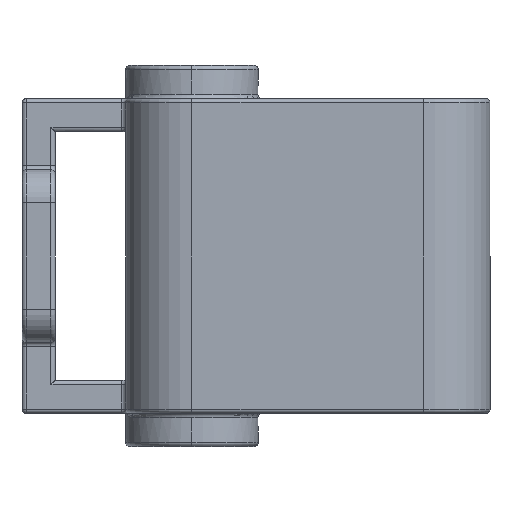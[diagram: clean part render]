
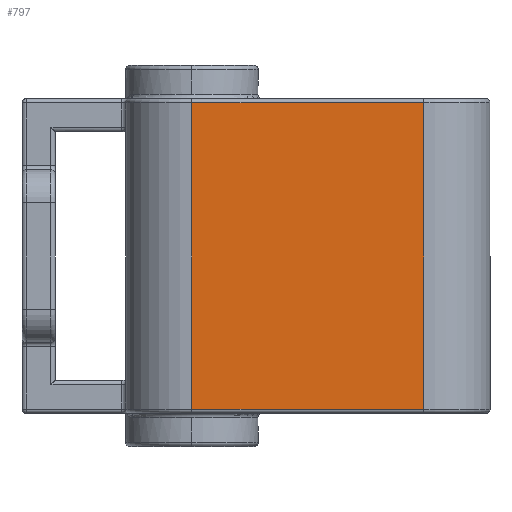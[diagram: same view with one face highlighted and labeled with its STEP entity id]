
A CAD part, left-side view. The second image highlights one B-rep face of the part: STEP entity #797.
In plain terms, the highlighted planar face has unit normal (-1, 0, 0).
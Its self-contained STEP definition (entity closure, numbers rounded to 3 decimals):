
#77 = VECTOR ( 'NONE', #1318, 1000. ) ;
#654 = VERTEX_POINT ( 'NONE', #4767 ) ;
#712 = VERTEX_POINT ( 'NONE', #2836 ) ;
#793 = CARTESIAN_POINT ( 'NONE',  ( -68., 28., 19. ) ) ;
#797 = ADVANCED_FACE ( 'NONE', ( #4409 ), #6507, .F. ) ;
#1272 = ORIENTED_EDGE ( 'NONE', *, *, #4678, .T. ) ;
#1318 = DIRECTION ( 'NONE',  ( 0., -1., 0. ) ) ;
#1388 = EDGE_CURVE ( 'NONE', #654, #712, #3568, .T. ) ;
#1597 = EDGE_CURVE ( 'NONE', #654, #2834, #5042, .T. ) ;
#1763 = DIRECTION ( 'NONE',  ( 1., 0., 0. ) ) ;
#1828 = CARTESIAN_POINT ( 'NONE',  ( -68., 0., -18.5 ) ) ;
#1949 = DIRECTION ( 'NONE',  ( 0., 1., 0. ) ) ;
#2210 = CARTESIAN_POINT ( 'NONE',  ( -68., 28., -18.5 ) ) ;
#2283 = VECTOR ( 'NONE', #4488, 1000. ) ;
#2361 = CARTESIAN_POINT ( 'NONE',  ( -68., 0., 19. ) ) ;
#2685 = ORIENTED_EDGE ( 'NONE', *, *, #4630, .T. ) ;
#2834 = VERTEX_POINT ( 'NONE', #5086 ) ;
#2836 = CARTESIAN_POINT ( 'NONE',  ( -68., 28., 18.5 ) ) ;
#3064 = EDGE_LOOP ( 'NONE', ( #6123, #3776, #1272, #2685 ) ) ;
#3398 = VECTOR ( 'NONE', #1949, 1000. ) ;
#3402 = DIRECTION ( 'NONE',  ( 0., 1., 0. ) ) ;
#3568 = LINE ( 'NONE', #6698, #3398 ) ;
#3776 = ORIENTED_EDGE ( 'NONE', *, *, #1388, .T. ) ;
#3926 = CARTESIAN_POINT ( 'NONE',  ( -68., 0., 19. ) ) ;
#4409 = FACE_OUTER_BOUND ( 'NONE', #3064, .T. ) ;
#4488 = DIRECTION ( 'NONE',  ( 0., 0., -1. ) ) ;
#4562 = DIRECTION ( 'NONE',  ( 0., 0., -1. ) ) ;
#4630 = EDGE_CURVE ( 'NONE', #4899, #2834, #6000, .T. ) ;
#4678 = EDGE_CURVE ( 'NONE', #712, #4899, #4933, .T. ) ;
#4725 = AXIS2_PLACEMENT_3D ( 'NONE', #3926, #1763, #3402 ) ;
#4767 = CARTESIAN_POINT ( 'NONE',  ( -68., 0., 18.5 ) ) ;
#4899 = VERTEX_POINT ( 'NONE', #2210 ) ;
#4933 = LINE ( 'NONE', #793, #5188 ) ;
#5042 = LINE ( 'NONE', #2361, #2283 ) ;
#5086 = CARTESIAN_POINT ( 'NONE',  ( -68., 0., -18.5 ) ) ;
#5188 = VECTOR ( 'NONE', #4562, 1000. ) ;
#6000 = LINE ( 'NONE', #1828, #77 ) ;
#6123 = ORIENTED_EDGE ( 'NONE', *, *, #1597, .F. ) ;
#6507 = PLANE ( 'NONE',  #4725 ) ;
#6698 = CARTESIAN_POINT ( 'NONE',  ( -68., 28., 18.5 ) ) ;
